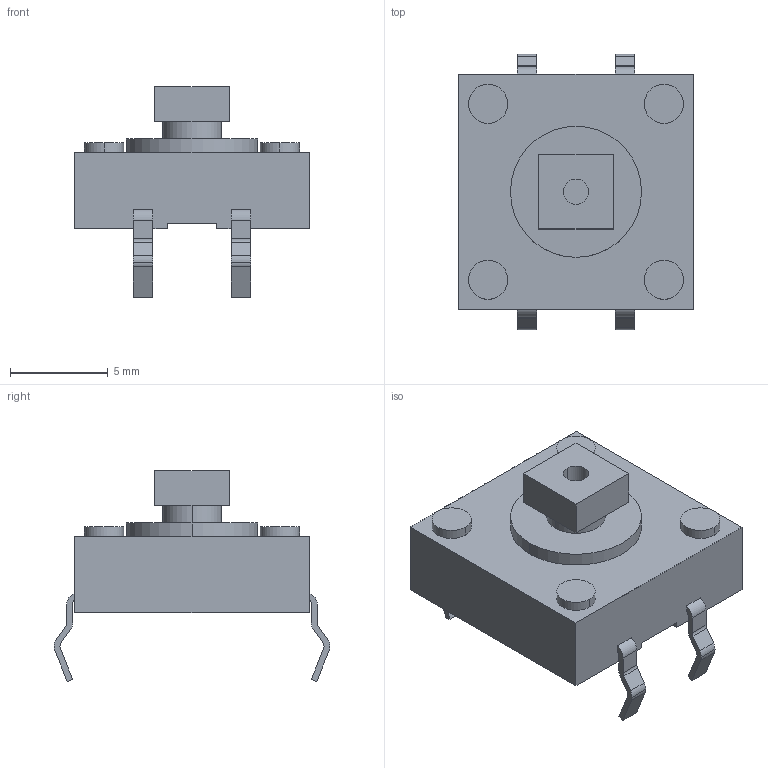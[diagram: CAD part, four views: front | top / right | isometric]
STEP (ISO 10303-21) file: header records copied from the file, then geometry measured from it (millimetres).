
FILE_DESCRIPTION(('STEP AP242'),'1');
FILE_NAME('1571627-1.stp','2021-04-17T05:33:03',('TraceParts'),('TraceParts S.A.'),'Spatial InterOp 3D',' ',' ');
FILE_SCHEMA(('AP242_MANAGED_MODEL_BASED_3D_ENGINEERING_MIM_LF {1 0 10303 442 1 1 4}'));
Length unit declared in the file: millimetre
Products named in the file (1): 1571627-1
Bounding box: 12 x 14.1 x 10.78 mm (x, y, z)
Volume: 622.2 mm3; surface area: 612 mm2
Topology: 1 solids, 1 shells, 104 faces, 270 edges, 180 vertices
Faces by surface type: plane 58, cylinder 46
Entity records: 3221 total; most frequent: DIRECTION 572, CARTESIAN_POINT 555, ORIENTED_EDGE 540, EDGE_CURVE 270, AXIS2_PLACEMENT_3D 197, VERTEX_POINT 180, LINE 178, VECTOR 178
